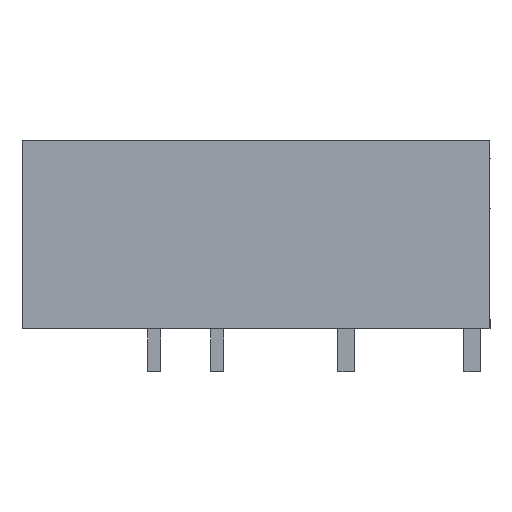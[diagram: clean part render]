
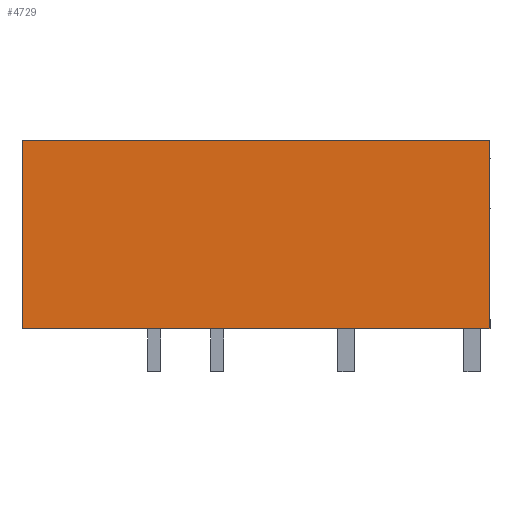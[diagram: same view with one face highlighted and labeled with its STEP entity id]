
A CAD part, left-side view. The second image highlights one B-rep face of the part: STEP entity #4729.
In plain terms, the highlighted planar face has unit normal (-1, 0, 0).
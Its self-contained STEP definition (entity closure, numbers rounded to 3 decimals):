
#4716=AXIS2_PLACEMENT_3D('Plane Axis2P3D',#4713,#4714,#4715) ;
#1452=CARTESIAN_POINT('Vertex',(0.,0.,14.)) ;
#1455=CARTESIAN_POINT('Line Origine',(0.,0.,8.3)) ;
#1459=CARTESIAN_POINT('Vertex',(0.,0.,2.6)) ;
#1488=CARTESIAN_POINT('Line Origine',(0.,14.15,2.6)) ;
#1492=CARTESIAN_POINT('Vertex',(0.,28.3,2.6)) ;
#3763=CARTESIAN_POINT('Line Origine',(0.,28.3,8.3)) ;
#3767=CARTESIAN_POINT('Vertex',(0.,28.3,14.)) ;
#4713=CARTESIAN_POINT('Axis2P3D Location',(0.,0.,17.5)) ;
#4718=CARTESIAN_POINT('Line Origine',(0.,14.15,14.)) ;
#1456=DIRECTION('Vector Direction',(0.,0.,-1.)) ;
#1489=DIRECTION('Vector Direction',(0.,-1.,0.)) ;
#3764=DIRECTION('Vector Direction',(0.,0.,1.)) ;
#4714=DIRECTION('Axis2P3D Direction',(-1.,0.,0.)) ;
#4715=DIRECTION('Axis2P3D XDirection',(0.,1.,0.)) ;
#4719=DIRECTION('Vector Direction',(0.,-1.,0.)) ;
#1457=VECTOR('Line Direction',#1456,1.) ;
#1490=VECTOR('Line Direction',#1489,1.) ;
#3765=VECTOR('Line Direction',#3764,1.) ;
#4720=VECTOR('Line Direction',#4719,1.) ;
#4724=ORIENTED_EDGE('',*,*,#4722,.F.) ;
#4725=ORIENTED_EDGE('',*,*,#3769,.F.) ;
#4726=ORIENTED_EDGE('',*,*,#1494,.T.) ;
#4727=ORIENTED_EDGE('',*,*,#1461,.T.) ;
#4729=ADVANCED_FACE('model',(#4728),#4717,.T.) ;
#1461=EDGE_CURVE('',#1460,#1453,#1458,.F.) ;
#1494=EDGE_CURVE('',#1493,#1460,#1491,.T.) ;
#3769=EDGE_CURVE('',#1493,#3768,#3766,.T.) ;
#4722=EDGE_CURVE('',#3768,#1453,#4721,.T.) ;
#4723=EDGE_LOOP('',(#4724,#4725,#4726,#4727)) ;
#4728=FACE_OUTER_BOUND('',#4723,.T.) ;
#1458=LINE('Line',#1455,#1457) ;
#1491=LINE('Line',#1488,#1490) ;
#3766=LINE('Line',#3763,#3765) ;
#4721=LINE('Line',#4718,#4720) ;
#4717=PLANE('',#4716) ;
#1453=VERTEX_POINT('',#1452) ;
#1460=VERTEX_POINT('',#1459) ;
#1493=VERTEX_POINT('',#1492) ;
#3768=VERTEX_POINT('',#3767) ;
